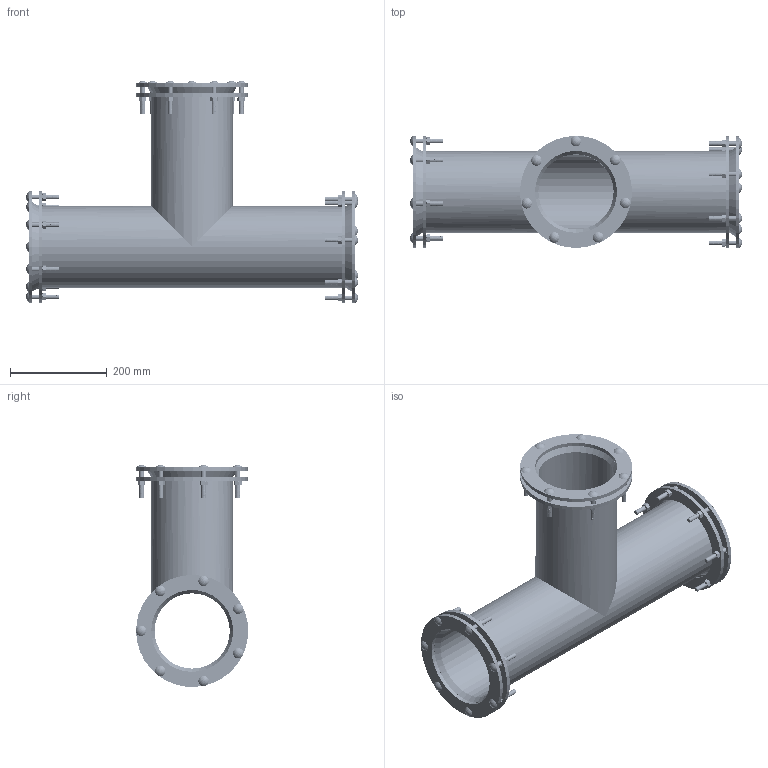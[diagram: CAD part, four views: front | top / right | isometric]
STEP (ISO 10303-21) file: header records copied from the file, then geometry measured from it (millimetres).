
FILE_DESCRIPTION (( 'STEP AP214' ), '1' );
FILE_NAME ('1060-06I.STEP', '2021-02-12T20:39:41', ( '' ), ( '' ), 'SwSTEP 2.0', 'SolidWorks 2021', '' );
FILE_SCHEMA (( 'AUTOMOTIVE_DESIGN' ));
Length unit declared in the file: inch
Products named in the file (6): 21867; 1060-06I; Coupler Rings_1033-IW0600; 36306; Coupler Rings_1031-IL0600; 1060_1060-06I
Assembly tree (49 placements, depth 2):
  1060-06I
    1060_1060-06I
    Coupler Rings_1031-IL0600  x3
    Coupler Rings_1033-IW0600  x3
    21867  x21
    36306  x21
Bounding box: 686.84 x 232.37 x 459.51 mm (x, y, z)
Volume: 3984490.4 mm3; surface area: 1351236.9 mm2
Topology: 70 solids, 70 shells, 3209 faces, 8001 edges, 4973 vertices
Faces by surface type: cylinder 1670, cone 684, plane 624, sphere 168, bspline 63
Entity records: 15442 total; most frequent: CARTESIAN_POINT 9546, ORIENTED_EDGE 1194, DIRECTION 1080, EDGE_CURVE 597, AXIS2_PLACEMENT_3D 381, VERTEX_POINT 377, LINE 318, VECTOR 318
